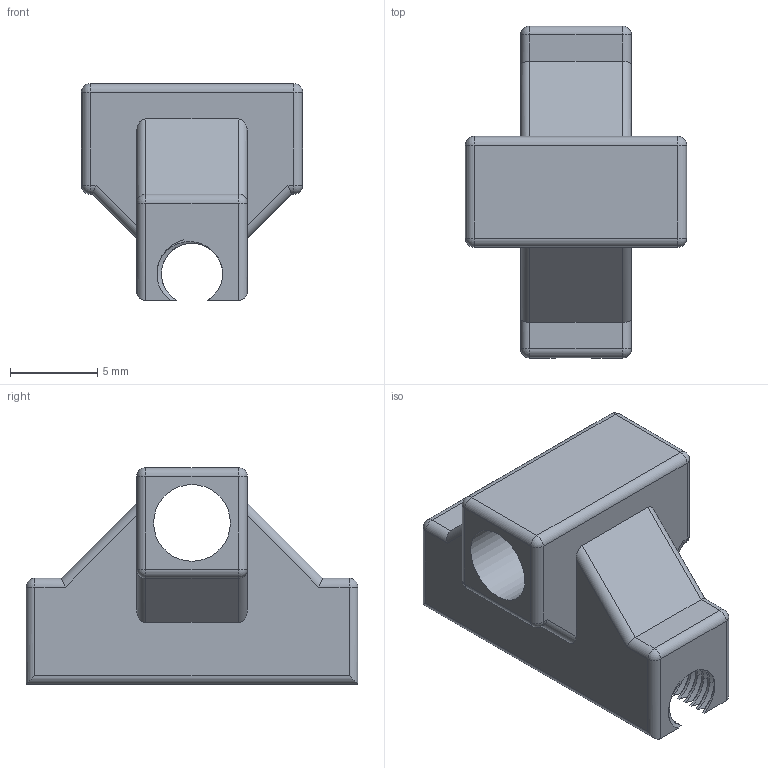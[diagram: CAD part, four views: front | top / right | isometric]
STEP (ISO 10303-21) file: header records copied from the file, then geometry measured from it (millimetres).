
FILE_DESCRIPTION(('FreeCAD Model'),'2;1');
FILE_NAME('Open CASCADE Shape Model','2025-02-15T15:01:08',(''),(''), 'Open CASCADE STEP processor 7.8','FreeCAD','Unknown');
FILE_SCHEMA(('AUTOMOTIVE_DESIGN { 1 0 10303 214 1 1 1 1 }'));
Products named in the file (1): Tensioner
Bounding box: 12.7 x 19.05 x 12.45 mm (x, y, z)
Volume: 1006.4 mm3; surface area: 1197.3 mm2
Topology: 1 solids, 1 shells, 376 faces, 938 edges, 552 vertices
Faces by surface type: bspline 232, cylinder 113, plane 19, sphere 12
Full cylindrical faces by diameter (mm): 4.4 x1
Entity records: 36412 total; most frequent: CARTESIAN_POINT 29591, ORIENTED_EDGE 1852, EDGE_CURVE 926, B_SPLINE_CURVE_WITH_KNOTS 659, DIRECTION 619, VERTEX_POINT 552, FACE_BOUND 378, EDGE_LOOP 378
